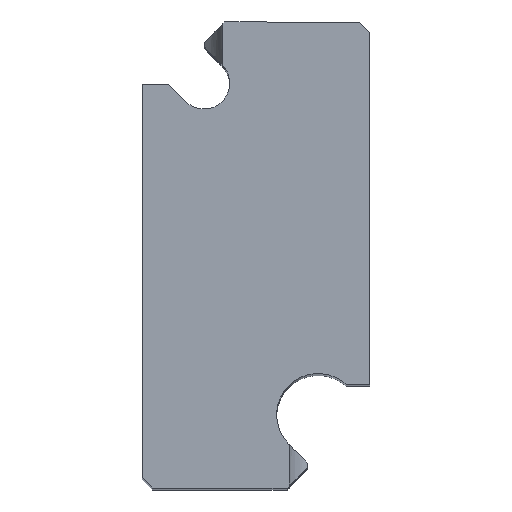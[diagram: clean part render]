
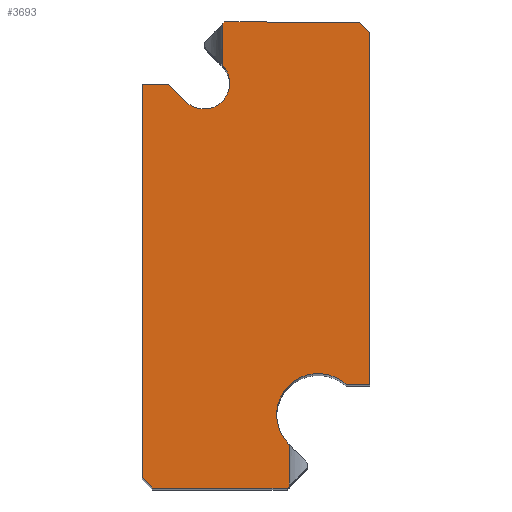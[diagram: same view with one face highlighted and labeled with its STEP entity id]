
A CAD part, top view. The second image highlights one B-rep face of the part: STEP entity #3693.
In plain terms, the highlighted planar face has unit normal (0, 0, 1).
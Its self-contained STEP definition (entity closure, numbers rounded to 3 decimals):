
#2 = VERTEX_POINT ( 'NONE', #769 ) ;
#4 = EDGE_CURVE ( 'NONE', #3687, #708, #1247, .T. ) ;
#6 = VECTOR ( 'NONE', #493, 1000. ) ;
#90 = VERTEX_POINT ( 'NONE', #206 ) ;
#147 = LINE ( 'NONE', #2985, #496 ) ;
#166 = LINE ( 'NONE', #408, #1160 ) ;
#170 = DIRECTION ( 'NONE',  ( 1., 0., 0. ) ) ;
#191 = CIRCLE ( 'NONE', #2674, 1.25 ) ;
#201 = DIRECTION ( 'NONE',  ( 0., -1., 0. ) ) ;
#206 = CARTESIAN_POINT ( 'NONE',  ( -7.095, 20.393, 27.5 ) ) ;
#218 = ORIENTED_EDGE ( 'NONE', *, *, #1594, .T. ) ;
#255 = EDGE_CURVE ( 'NONE', #3007, #2383, #853, .T. ) ;
#273 = DIRECTION ( 'NONE',  ( -0.707, 0.707, 0. ) ) ;
#278 = CARTESIAN_POINT ( 'NONE',  ( -3.905, 22.5, 27.5 ) ) ;
#295 = EDGE_CURVE ( 'NONE', #708, #3007, #166, .T. ) ;
#308 = CARTESIAN_POINT ( 'NONE',  ( -10.5, 0., 27.5 ) ) ;
#309 = VECTOR ( 'NONE', #2856, 1000. ) ;
#343 = ORIENTED_EDGE ( 'NONE', *, *, #4, .T. ) ;
#356 = EDGE_CURVE ( 'NONE', #804, #1536, #1024, .T. ) ;
#393 = DIRECTION ( 'NONE',  ( -1., 0., 0. ) ) ;
#408 = CARTESIAN_POINT ( 'NONE',  ( 0., 22.5, 27.5 ) ) ;
#415 = DIRECTION ( 'NONE',  ( 0., 0., -1. ) ) ;
#445 = ORIENTED_EDGE ( 'NONE', *, *, #356, .T. ) ;
#493 = DIRECTION ( 'NONE',  ( -0.707, 0.707, 0. ) ) ;
#496 = VECTOR ( 'NONE', #2365, 1000. ) ;
#499 = CARTESIAN_POINT ( 'NONE',  ( -3.905, 2.105, 27.5 ) ) ;
#515 = ORIENTED_EDGE ( 'NONE', *, *, #2056, .T. ) ;
#535 = CARTESIAN_POINT ( 'NONE',  ( -8.902, 18.666, 27.5 ) ) ;
#539 = CARTESIAN_POINT ( 'NONE',  ( -10.5, 0., 27.5 ) ) ;
#639 = DIRECTION ( 'NONE',  ( 0., 1., 0. ) ) ;
#667 = EDGE_CURVE ( 'NONE', #3467, #3206, #1872, .T. ) ;
#701 = VECTOR ( 'NONE', #3114, 1000. ) ;
#708 = VERTEX_POINT ( 'NONE', #1486 ) ;
#760 = CARTESIAN_POINT ( 'NONE',  ( -9.736, 19.5, 27.5 ) ) ;
#766 = CARTESIAN_POINT ( 'NONE',  ( -11., 0., 27.5 ) ) ;
#769 = CARTESIAN_POINT ( 'NONE',  ( 0., 5., 27.5 ) ) ;
#776 = CARTESIAN_POINT ( 'NONE',  ( 0., 22.5, 27.5 ) ) ;
#804 = VERTEX_POINT ( 'NONE', #1579 ) ;
#834 = VERTEX_POINT ( 'NONE', #1355 ) ;
#853 = LINE ( 'NONE', #2331, #3011 ) ;
#968 = AXIS2_PLACEMENT_3D ( 'NONE', #776, #2778, #1018 ) ;
#1001 = CARTESIAN_POINT ( 'NONE',  ( 0., 19.5, 27.5 ) ) ;
#1018 = DIRECTION ( 'NONE',  ( 1., 0., 0. ) ) ;
#1024 = LINE ( 'NONE', #2136, #2916 ) ;
#1035 = PLANE ( 'NONE',  #968 ) ;
#1133 = LINE ( 'NONE', #766, #3170 ) ;
#1143 = LINE ( 'NONE', #1001, #1416 ) ;
#1160 = VECTOR ( 'NONE', #393, 1000. ) ;
#1200 = VECTOR ( 'NONE', #1551, 1000. ) ;
#1201 = EDGE_CURVE ( 'NONE', #834, #1455, #1133, .T. ) ;
#1211 = DIRECTION ( 'NONE',  ( 0., 0., -1. ) ) ;
#1245 = ORIENTED_EDGE ( 'NONE', *, *, #1664, .T. ) ;
#1247 = LINE ( 'NONE', #3289, #1200 ) ;
#1273 = DIRECTION ( 'NONE',  ( 0.707, 0.707, 0. ) ) ;
#1274 = DIRECTION ( 'NONE',  ( 1., 0., 0. ) ) ;
#1302 = EDGE_CURVE ( 'NONE', #2239, #3467, #3416, .T. ) ;
#1307 = VERTEX_POINT ( 'NONE', #535 ) ;
#1315 = LINE ( 'NONE', #760, #6 ) ;
#1355 = CARTESIAN_POINT ( 'NONE',  ( -11., 19.5, 27.5 ) ) ;
#1359 = ORIENTED_EDGE ( 'NONE', *, *, #1201, .T. ) ;
#1379 = CARTESIAN_POINT ( 'NONE',  ( -3.914, 2.114, 27.5 ) ) ;
#1416 = VECTOR ( 'NONE', #1632, 1000. ) ;
#1455 = VERTEX_POINT ( 'NONE', #2947 ) ;
#1464 = AXIS2_PLACEMENT_3D ( 'NONE', #3510, #1211, #2661 ) ;
#1486 = CARTESIAN_POINT ( 'NONE',  ( -0.5, 22.5, 27.5 ) ) ;
#1506 = ORIENTED_EDGE ( 'NONE', *, *, #3658, .T. ) ;
#1510 = VECTOR ( 'NONE', #1274, 1000. ) ;
#1536 = VERTEX_POINT ( 'NONE', #2133 ) ;
#1542 = VERTEX_POINT ( 'NONE', #3261 ) ;
#1551 = DIRECTION ( 'NONE',  ( -0.707, 0.707, 0. ) ) ;
#1579 = CARTESIAN_POINT ( 'NONE',  ( -4., 0., 27.5 ) ) ;
#1580 = VERTEX_POINT ( 'NONE', #3320 ) ;
#1594 = EDGE_CURVE ( 'NONE', #1307, #1542, #1315, .T. ) ;
#1632 = DIRECTION ( 'NONE',  ( -1., 0., 0. ) ) ;
#1664 = EDGE_CURVE ( 'NONE', #1580, #1307, #1767, .T. ) ;
#1746 = ORIENTED_EDGE ( 'NONE', *, *, #667, .T. ) ;
#1767 = CIRCLE ( 'NONE', #3301, 1.25 ) ;
#1814 = DIRECTION ( 'NONE',  ( -0.707, -0.707, 0. ) ) ;
#1872 = CIRCLE ( 'NONE', #1464, 2. ) ;
#1952 = VERTEX_POINT ( 'NONE', #539 ) ;
#1955 = EDGE_CURVE ( 'NONE', #3206, #2, #2668, .T. ) ;
#1979 = DIRECTION ( 'NONE',  ( 0.707, -0.707, 0. ) ) ;
#2019 = LINE ( 'NONE', #3522, #2070 ) ;
#2056 = EDGE_CURVE ( 'NONE', #1536, #2239, #3175, .T. ) ;
#2070 = VECTOR ( 'NONE', #639, 1000. ) ;
#2084 = VECTOR ( 'NONE', #1979, 1000. ) ;
#2133 = CARTESIAN_POINT ( 'NONE',  ( -3.905, 0.095, 27.5 ) ) ;
#2136 = CARTESIAN_POINT ( 'NONE',  ( -4., 0., 27.5 ) ) ;
#2176 = CARTESIAN_POINT ( 'NONE',  ( 0., 0., 27.5 ) ) ;
#2220 = ORIENTED_EDGE ( 'NONE', *, *, #295, .T. ) ;
#2239 = VERTEX_POINT ( 'NONE', #499 ) ;
#2246 = ORIENTED_EDGE ( 'NONE', *, *, #255, .T. ) ;
#2306 = EDGE_LOOP ( 'NONE', ( #1746, #2836, #2455, #343, #2220, #2246, #2884, #1506, #1245, #218, #3067, #1359, #3197, #2385, #445, #515, #3550 ) ) ;
#2329 = CARTESIAN_POINT ( 'NONE',  ( -7., 22.5, 27.5 ) ) ;
#2331 = CARTESIAN_POINT ( 'NONE',  ( -7., 22.5, 27.5 ) ) ;
#2365 = DIRECTION ( 'NONE',  ( 0., -1., 0. ) ) ;
#2383 = VERTEX_POINT ( 'NONE', #3285 ) ;
#2385 = ORIENTED_EDGE ( 'NONE', *, *, #3371, .T. ) ;
#2419 = CARTESIAN_POINT ( 'NONE',  ( 0., 22., 27.5 ) ) ;
#2429 = EDGE_CURVE ( 'NONE', #2, #3687, #2019, .T. ) ;
#2455 = ORIENTED_EDGE ( 'NONE', *, *, #2429, .T. ) ;
#2514 = CARTESIAN_POINT ( 'NONE',  ( 0., 5., 27.5 ) ) ;
#2661 = DIRECTION ( 'NONE',  ( 1., 0., 0. ) ) ;
#2668 = LINE ( 'NONE', #2514, #701 ) ;
#2674 = AXIS2_PLACEMENT_3D ( 'NONE', #3313, #415, #3000 ) ;
#2690 = CARTESIAN_POINT ( 'NONE',  ( -1.146, 5., 27.5 ) ) ;
#2696 = CARTESIAN_POINT ( 'NONE',  ( -8.018, 19.55, 27.5 ) ) ;
#2778 = DIRECTION ( 'NONE',  ( 0., 0., 1. ) ) ;
#2836 = ORIENTED_EDGE ( 'NONE', *, *, #1955, .T. ) ;
#2856 = DIRECTION ( 'NONE',  ( 0., 1., 0. ) ) ;
#2884 = ORIENTED_EDGE ( 'NONE', *, *, #3617, .T. ) ;
#2909 = LINE ( 'NONE', #308, #2084 ) ;
#2916 = VECTOR ( 'NONE', #1273, 1000. ) ;
#2938 = EDGE_CURVE ( 'NONE', #1455, #1952, #2909, .T. ) ;
#2947 = CARTESIAN_POINT ( 'NONE',  ( -11., 0.5, 27.5 ) ) ;
#2948 = FACE_OUTER_BOUND ( 'NONE', #2306, .T. ) ;
#2985 = CARTESIAN_POINT ( 'NONE',  ( -7.095, 22.5, 27.5 ) ) ;
#3000 = DIRECTION ( 'NONE',  ( 1., 0., 0. ) ) ;
#3007 = VERTEX_POINT ( 'NONE', #2329 ) ;
#3011 = VECTOR ( 'NONE', #1814, 1000. ) ;
#3067 = ORIENTED_EDGE ( 'NONE', *, *, #3385, .T. ) ;
#3114 = DIRECTION ( 'NONE',  ( 1., 0., 0. ) ) ;
#3115 = DIRECTION ( 'NONE',  ( 0., 0., -1. ) ) ;
#3170 = VECTOR ( 'NONE', #201, 1000. ) ;
#3175 = LINE ( 'NONE', #278, #309 ) ;
#3197 = ORIENTED_EDGE ( 'NONE', *, *, #2938, .T. ) ;
#3206 = VERTEX_POINT ( 'NONE', #2690 ) ;
#3261 = CARTESIAN_POINT ( 'NONE',  ( -9.736, 19.5, 27.5 ) ) ;
#3285 = CARTESIAN_POINT ( 'NONE',  ( -7.095, 22.405, 27.5 ) ) ;
#3289 = CARTESIAN_POINT ( 'NONE',  ( -0.5, 22.5, 27.5 ) ) ;
#3301 = AXIS2_PLACEMENT_3D ( 'NONE', #2696, #3115, #170 ) ;
#3313 = CARTESIAN_POINT ( 'NONE',  ( -8.018, 19.55, 27.5 ) ) ;
#3320 = CARTESIAN_POINT ( 'NONE',  ( -6.768, 19.55, 27.5 ) ) ;
#3327 = VECTOR ( 'NONE', #273, 1000. ) ;
#3371 = EDGE_CURVE ( 'NONE', #1952, #804, #3372, .T. ) ;
#3372 = LINE ( 'NONE', #2176, #1510 ) ;
#3385 = EDGE_CURVE ( 'NONE', #1542, #834, #1143, .T. ) ;
#3387 = CARTESIAN_POINT ( 'NONE',  ( -3., 1.2, 27.5 ) ) ;
#3416 = LINE ( 'NONE', #3387, #3327 ) ;
#3467 = VERTEX_POINT ( 'NONE', #1379 ) ;
#3510 = CARTESIAN_POINT ( 'NONE',  ( -2.5, 3.528, 27.5 ) ) ;
#3522 = CARTESIAN_POINT ( 'NONE',  ( 0., 22.5, 27.5 ) ) ;
#3550 = ORIENTED_EDGE ( 'NONE', *, *, #1302, .T. ) ;
#3617 = EDGE_CURVE ( 'NONE', #2383, #90, #147, .T. ) ;
#3658 = EDGE_CURVE ( 'NONE', #90, #1580, #191, .T. ) ;
#3687 = VERTEX_POINT ( 'NONE', #2419 ) ;
#3693 = ADVANCED_FACE ( 'NONE', ( #2948 ), #1035, .T. ) ;
